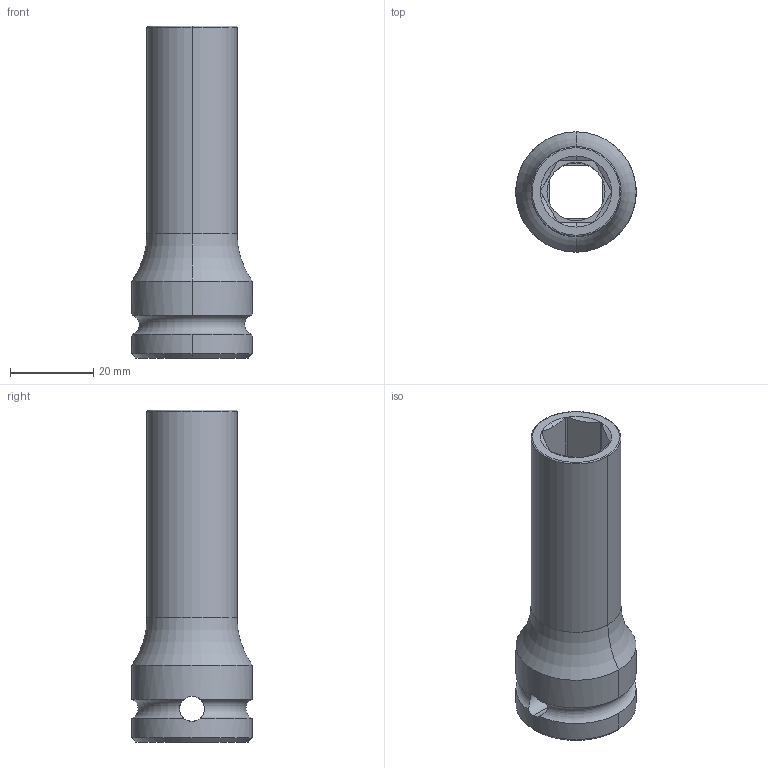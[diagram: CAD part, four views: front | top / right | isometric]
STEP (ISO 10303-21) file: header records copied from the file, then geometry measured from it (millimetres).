
FILE_DESCRIPTION((''),'2;1');
FILE_NAME('4027130415','2023-08-22T09:40:15',('A00565553'),(''),'CREO PARAMETRIC BY PTC INC, 2022414','CREO PARAMETRIC BY PTC INC, 2022414','');
FILE_SCHEMA(('CONFIG_CONTROL_DESIGN','GEOMETRIC_VALIDATION_PROPERTIES_MIM'));
Length unit declared in the file: millimetre
Products named in the file (1): 4027130415
Bounding box: 29 x 29 x 80 mm (x, y, z)
Volume: 21938.2 mm3; surface area: 10593.7 mm2
Topology: 1 solids, 1 shells, 63 faces, 165 edges, 102 vertices
Faces by surface type: plane 26, cylinder 23, cone 8, torus 6
Entity records: 2693 total; most frequent: CARTESIAN_POINT 530, ORIENTED_EDGE 330, DIRECTION 322, PRESENTATION_STYLE_ASSIGNMENT 166, STYLED_ITEM 166, CURVE_STYLE 165, EDGE_CURVE 165, AXIS2_PLACEMENT_3D 129
